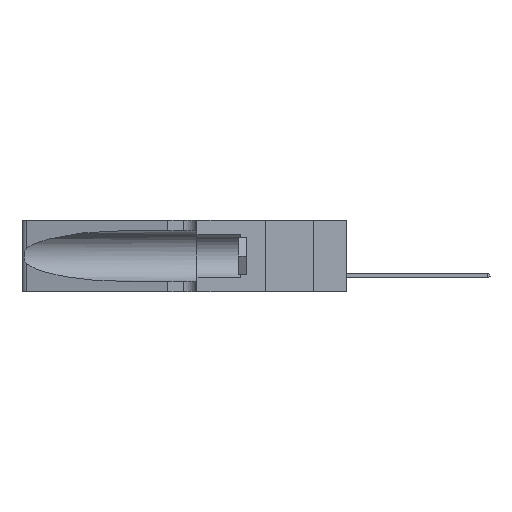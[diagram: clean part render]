
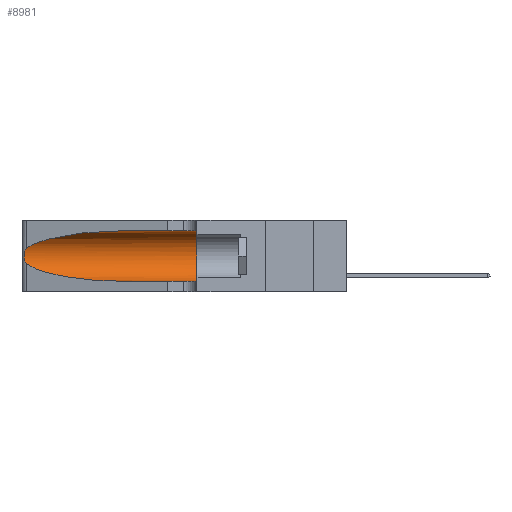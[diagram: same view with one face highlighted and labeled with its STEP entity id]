
A CAD part, left-side view. The second image highlights one B-rep face of the part: STEP entity #8981.
In plain terms, the highlighted cylindrical face has radius 3.308 mm (diameter 6.617 mm), a partial arc.
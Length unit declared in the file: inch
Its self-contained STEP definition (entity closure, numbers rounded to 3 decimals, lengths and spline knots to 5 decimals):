
#1102 = VERTEX_POINT ( 'NONE', #13175 ) ;
#1419 = CARTESIAN_POINT ( 'NONE',  ( 0.26075, 1.23896, 0.19203 ) ) ;
#1546 = CARTESIAN_POINT ( 'NONE',  ( 0.1305, 1.61858, 0.31525 ) ) ;
#2223 = DIRECTION ( 'NONE',  ( 0., 0., -1. ) ) ;
#2449 = VERTEX_POINT ( 'NONE', #21537 ) ;
#3344 = VECTOR ( 'NONE', #6845, 39.37008 ) ;
#3524 =( BOUNDED_CURVE ( )  B_SPLINE_CURVE ( 3, ( #6857, #10670, #14796, #27318 ),
 .UNSPECIFIED., .F., .F. ) 
 B_SPLINE_CURVE_WITH_KNOTS ( ( 4, 4 ),
 ( 3.44316, 4.71239 ),
 .UNSPECIFIED. ) 
 CURVE ( )  GEOMETRIC_REPRESENTATION_ITEM ( )  RATIONAL_B_SPLINE_CURVE ( ( 1., 0.87, 0.87, 1. ) ) 
 REPRESENTATION_ITEM ( '' )  );
#3620 = CIRCLE ( 'NONE', #22675, 0.13025 ) ;
#4149 = VERTEX_POINT ( 'NONE', #32177 ) ;
#4246 = CARTESIAN_POINT ( 'NONE',  ( 0.26017, 1.23833, 0.17102 ) ) ;
#4447 = EDGE_CURVE ( 'NONE', #4149, #34791, #3620, .T. ) ;
#4946 = CARTESIAN_POINT ( 'NONE',  ( 0.1305, 1.61858, 0.185 ) ) ;
#5461 = ORIENTED_EDGE ( 'NONE', *, *, #8440, .T. ) ;
#5483 = EDGE_CURVE ( 'NONE', #12894, #34791, #22517, .T. ) ;
#5969 = ORIENTED_EDGE ( 'NONE', *, *, #4447, .F. ) ;
#6845 = DIRECTION ( 'NONE',  ( 0., -1., 0. ) ) ;
#6857 = CARTESIAN_POINT ( 'NONE',  ( 0.25487, 1.22718, 0.14631 ) ) ;
#6968 = ORIENTED_EDGE ( 'NONE', *, *, #12562, .T. ) ;
#8332 = B_SPLINE_CURVE_WITH_KNOTS ( 'NONE', 3,
 ( #34928, #20977, #15565, #32026, #29449, #20711, #1419, #21109, #4246, #26790, #9915, #32409, #21244, #32534 ),
 .UNSPECIFIED., .F., .F.,
 ( 4, 2, 2, 2, 2, 2, 4 ),
 ( 0., 0.00027, 0.00053, 0.00107, 0.0016, 0.00187, 0.00214 ),
 .UNSPECIFIED. ) ;
#8440 = EDGE_CURVE ( 'NONE', #33099, #12894, #3524, .T. ) ;
#8978 =( BOUNDED_CURVE ( )  B_SPLINE_CURVE ( 3, ( #21155, #34398, #28156, #28503 ),
 .UNSPECIFIED., .F., .F. ) 
 B_SPLINE_CURVE_WITH_KNOTS ( ( 4, 4 ),
 ( 1.5708, 2.84003 ),
 .UNSPECIFIED. ) 
 CURVE ( )  GEOMETRIC_REPRESENTATION_ITEM ( )  RATIONAL_B_SPLINE_CURVE ( ( 1., 0.87, 0.87, 1. ) ) 
 REPRESENTATION_ITEM ( '' )  );
#8981 = ADVANCED_FACE ( 'NONE', ( #21648 ), #17644, .F. ) ;
#9915 = CARTESIAN_POINT ( 'NONE',  ( 0.25789, 1.23486, 0.15765 ) ) ;
#10670 = CARTESIAN_POINT ( 'NONE',  ( 0.2373, 1.15595, 0.08982 ) ) ;
#11028 = EDGE_CURVE ( 'NONE', #1102, #4149, #18395, .T. ) ;
#11469 = VECTOR ( 'NONE', #17049, 39.37008 ) ;
#12562 = EDGE_CURVE ( 'NONE', #2449, #33099, #8332, .T. ) ;
#12894 = VERTEX_POINT ( 'NONE', #32641 ) ;
#13175 = CARTESIAN_POINT ( 'NONE',  ( 0.1305, 0.72297, 0.31525 ) ) ;
#13736 = EDGE_CURVE ( 'NONE', #1102, #2449, #8978, .T. ) ;
#14252 = AXIS2_PLACEMENT_3D ( 'NONE', #4946, #30303, #2223 ) ;
#14796 = CARTESIAN_POINT ( 'NONE',  ( 0.18966, 0.96281, 0.05475 ) ) ;
#15565 = CARTESIAN_POINT ( 'NONE',  ( 0.25639, 1.23184, 0.21858 ) ) ;
#17049 = DIRECTION ( 'NONE',  ( 0., -1., 0. ) ) ;
#17644 = CYLINDRICAL_SURFACE ( 'NONE', #14252, 0.13025 ) ;
#18028 = DIRECTION ( 'NONE',  ( 0., 1., 0. ) ) ;
#18395 = LINE ( 'NONE', #1546, #3344 ) ;
#19258 = CARTESIAN_POINT ( 'NONE',  ( 0.25487, 1.22718, 0.14631 ) ) ;
#19289 = ORIENTED_EDGE ( 'NONE', *, *, #11028, .F. ) ;
#20711 = CARTESIAN_POINT ( 'NONE',  ( 0.26018, 1.23835, 0.19895 ) ) ;
#20977 = CARTESIAN_POINT ( 'NONE',  ( 0.25555, 1.22994, 0.2215 ) ) ;
#21109 = CARTESIAN_POINT ( 'NONE',  ( 0.26075, 1.23896, 0.178 ) ) ;
#21155 = CARTESIAN_POINT ( 'NONE',  ( 0.1305, 0.72297, 0.31525 ) ) ;
#21244 = CARTESIAN_POINT ( 'NONE',  ( 0.25555, 1.22993, 0.14849 ) ) ;
#21537 = CARTESIAN_POINT ( 'NONE',  ( 0.25487, 1.22718, 0.22369 ) ) ;
#21648 = FACE_OUTER_BOUND ( 'NONE', #22791, .T. ) ;
#22517 = LINE ( 'NONE', #30843, #11469 ) ;
#22675 = AXIS2_PLACEMENT_3D ( 'NONE', #29576, #18028, #32397 ) ;
#22791 = EDGE_LOOP ( 'NONE', ( #25973, #6968, #5461, #24288, #5969, #19289 ) ) ;
#24288 = ORIENTED_EDGE ( 'NONE', *, *, #5483, .T. ) ;
#25973 = ORIENTED_EDGE ( 'NONE', *, *, #13736, .T. ) ;
#26790 = CARTESIAN_POINT ( 'NONE',  ( 0.25856, 1.23593, 0.16098 ) ) ;
#27318 = CARTESIAN_POINT ( 'NONE',  ( 0.1305, 0.72297, 0.05475 ) ) ;
#28156 = CARTESIAN_POINT ( 'NONE',  ( 0.2373, 1.15595, 0.28018 ) ) ;
#28503 = CARTESIAN_POINT ( 'NONE',  ( 0.25487, 1.22718, 0.22369 ) ) ;
#29449 = CARTESIAN_POINT ( 'NONE',  ( 0.25854, 1.2359, 0.20912 ) ) ;
#29576 = CARTESIAN_POINT ( 'NONE',  ( 0.1305, 0.35, 0.185 ) ) ;
#30303 = DIRECTION ( 'NONE',  ( 0., -1., 0. ) ) ;
#30843 = CARTESIAN_POINT ( 'NONE',  ( 0.1305, 1.61858, 0.05475 ) ) ;
#32026 = CARTESIAN_POINT ( 'NONE',  ( 0.25787, 1.23484, 0.2124 ) ) ;
#32177 = CARTESIAN_POINT ( 'NONE',  ( 0.1305, 0.35, 0.31525 ) ) ;
#32397 = DIRECTION ( 'NONE',  ( 0., 0., 1. ) ) ;
#32409 = CARTESIAN_POINT ( 'NONE',  ( 0.25639, 1.23186, 0.15144 ) ) ;
#32534 = CARTESIAN_POINT ( 'NONE',  ( 0.25487, 1.22718, 0.14631 ) ) ;
#32641 = CARTESIAN_POINT ( 'NONE',  ( 0.1305, 0.72297, 0.05475 ) ) ;
#33099 = VERTEX_POINT ( 'NONE', #19258 ) ;
#34398 = CARTESIAN_POINT ( 'NONE',  ( 0.18966, 0.96281, 0.31525 ) ) ;
#34791 = VERTEX_POINT ( 'NONE', #35574 ) ;
#34928 = CARTESIAN_POINT ( 'NONE',  ( 0.25487, 1.22718, 0.22369 ) ) ;
#35574 = CARTESIAN_POINT ( 'NONE',  ( 0.1305, 0.35, 0.05475 ) ) ;
